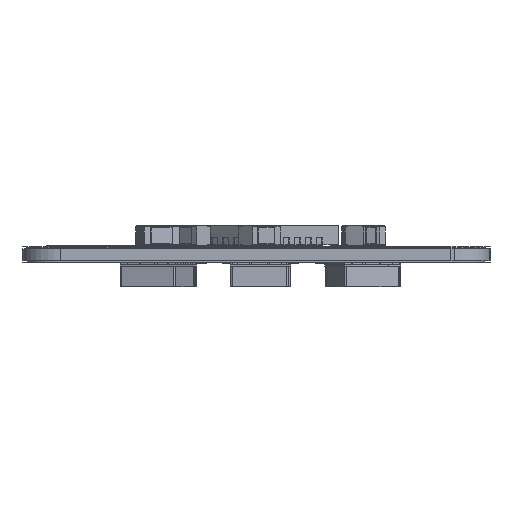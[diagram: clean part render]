
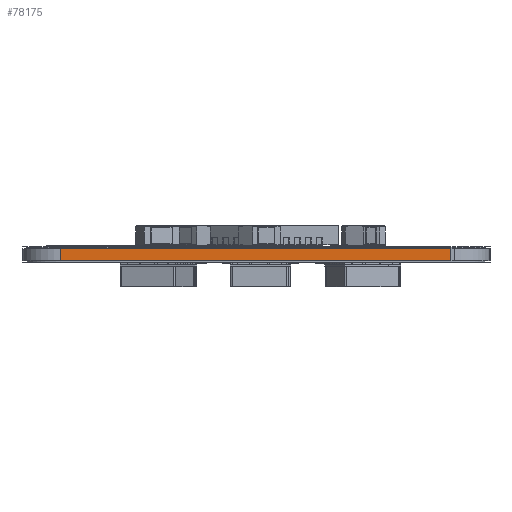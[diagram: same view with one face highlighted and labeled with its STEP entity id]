
A CAD part, left-side view. The second image highlights one B-rep face of the part: STEP entity #78175.
In plain terms, the highlighted planar face has unit normal (-1, 0, 0).
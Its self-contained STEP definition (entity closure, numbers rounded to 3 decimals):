
#78150 = VERTEX_POINT('',#78151);
#78151 = CARTESIAN_POINT('',(-25.,-5.,0.31));
#78157 = EDGE_CURVE('',#78158,#78150,#78160,.T.);
#78158 = VERTEX_POINT('',#78159);
#78159 = CARTESIAN_POINT('',(-25.,-5.,0.));
#78160 = LINE('',#78161,#78162);
#78161 = CARTESIAN_POINT('',(-25.,-5.,0.));
#78162 = VECTOR('',#78163,1.);
#78163 = DIRECTION('',(0.,0.,1.));
#78175 = ADVANCED_FACE('',(#78176),#78201,.T.);
#78176 = FACE_BOUND('',#78177,.T.);
#78177 = EDGE_LOOP('',(#78178,#78179,#78187,#78195));
#78178 = ORIENTED_EDGE('',*,*,#78157,.T.);
#78179 = ORIENTED_EDGE('',*,*,#78180,.T.);
#78180 = EDGE_CURVE('',#78150,#78181,#78183,.T.);
#78181 = VERTEX_POINT('',#78182);
#78182 = CARTESIAN_POINT('',(-25.,5.,0.31));
#78183 = LINE('',#78184,#78185);
#78184 = CARTESIAN_POINT('',(-25.,-5.,0.31));
#78185 = VECTOR('',#78186,1.);
#78186 = DIRECTION('',(0.,1.,0.));
#78187 = ORIENTED_EDGE('',*,*,#78188,.F.);
#78188 = EDGE_CURVE('',#78189,#78181,#78191,.T.);
#78189 = VERTEX_POINT('',#78190);
#78190 = CARTESIAN_POINT('',(-25.,5.,0.));
#78191 = LINE('',#78192,#78193);
#78192 = CARTESIAN_POINT('',(-25.,5.,0.));
#78193 = VECTOR('',#78194,1.);
#78194 = DIRECTION('',(0.,0.,1.));
#78195 = ORIENTED_EDGE('',*,*,#78196,.F.);
#78196 = EDGE_CURVE('',#78158,#78189,#78197,.T.);
#78197 = LINE('',#78198,#78199);
#78198 = CARTESIAN_POINT('',(-25.,-5.,0.));
#78199 = VECTOR('',#78200,1.);
#78200 = DIRECTION('',(0.,1.,0.));
#78201 = PLANE('',#78202);
#78202 = AXIS2_PLACEMENT_3D('',#78203,#78204,#78205);
#78203 = CARTESIAN_POINT('',(-25.,-5.,0.));
#78204 = DIRECTION('',(-1.,0.,0.));
#78205 = DIRECTION('',(0.,1.,0.));
